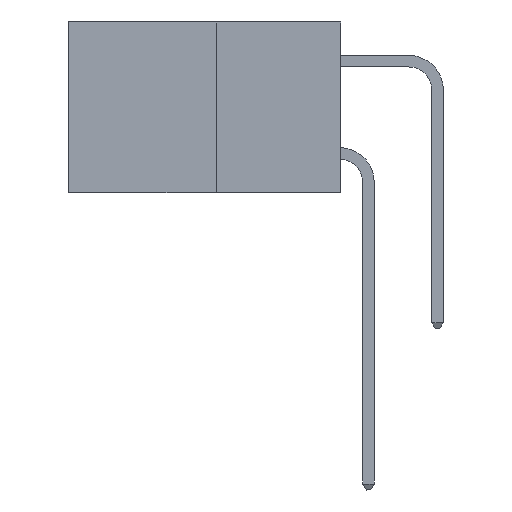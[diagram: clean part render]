
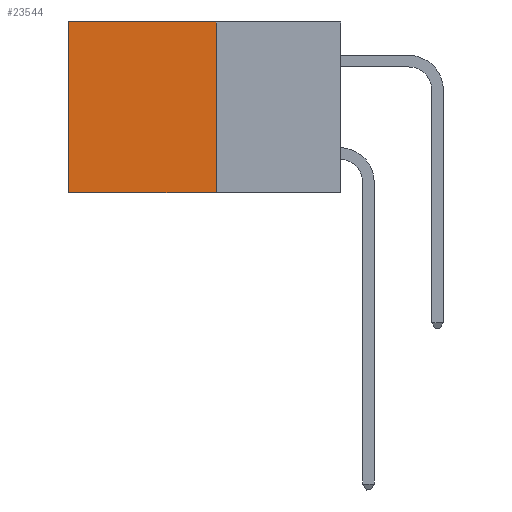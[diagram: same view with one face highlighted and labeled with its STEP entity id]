
A CAD part, left-side view. The second image highlights one B-rep face of the part: STEP entity #23544.
In plain terms, the highlighted planar face has unit normal (-1, 0, 0).
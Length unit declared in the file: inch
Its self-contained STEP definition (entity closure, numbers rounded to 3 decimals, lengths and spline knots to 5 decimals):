
#1761 = CARTESIAN_POINT ( 'NONE',  ( 0.277, 0.59, 0. ) ) ;
#2375 = DIRECTION ( 'NONE',  ( 0., 1., 0. ) ) ;
#3521 = LINE ( 'NONE', #5227, #17820 ) ;
#4120 = DIRECTION ( 'NONE',  ( 1., 0., 0. ) ) ;
#4379 = VECTOR ( 'NONE', #15484, 39.37008 ) ;
#5227 = CARTESIAN_POINT ( 'NONE',  ( 0.277, 0.27, -0.37 ) ) ;
#6305 = VERTEX_POINT ( 'NONE', #26685 ) ;
#6330 = EDGE_CURVE ( 'NONE', #6305, #18884, #26996, .T. ) ;
#6624 = EDGE_CURVE ( 'NONE', #9239, #15573, #3521, .T. ) ;
#6854 = CARTESIAN_POINT ( 'NONE',  ( 0.277, 0.27, -0.37 ) ) ;
#9239 = VERTEX_POINT ( 'NONE', #20309 ) ;
#9706 = CARTESIAN_POINT ( 'NONE',  ( 0.277, 0.27, 0. ) ) ;
#11616 = CARTESIAN_POINT ( 'NONE',  ( 0.277, 0.27, -0.37 ) ) ;
#11684 = EDGE_LOOP ( 'NONE', ( #25753, #21225, #20456, #29371 ) ) ;
#15484 = DIRECTION ( 'NONE',  ( 0., 1., 0. ) ) ;
#15573 = VERTEX_POINT ( 'NONE', #26164 ) ;
#16191 = AXIS2_PLACEMENT_3D ( 'NONE', #6854, #4120, #23958 ) ;
#17415 = DIRECTION ( 'NONE',  ( 0., 0., -1. ) ) ;
#17820 = VECTOR ( 'NONE', #2375, 39.37008 ) ;
#18884 = VERTEX_POINT ( 'NONE', #1761 ) ;
#20309 = CARTESIAN_POINT ( 'NONE',  ( 0.277, 0.27, -0.37 ) ) ;
#20456 = ORIENTED_EDGE ( 'NONE', *, *, #35058, .F. ) ;
#21195 = PLANE ( 'NONE',  #16191 ) ;
#21225 = ORIENTED_EDGE ( 'NONE', *, *, #6624, .F. ) ;
#22117 = DIRECTION ( 'NONE',  ( 0., 0., -1. ) ) ;
#23544 = ADVANCED_FACE ( 'NONE', ( #35493 ), #21195, .F. ) ;
#23958 = DIRECTION ( 'NONE',  ( 0., 0., -1. ) ) ;
#24004 = LINE ( 'NONE', #35580, #32352 ) ;
#24359 = EDGE_CURVE ( 'NONE', #18884, #15573, #24004, .T. ) ;
#25753 = ORIENTED_EDGE ( 'NONE', *, *, #24359, .T. ) ;
#26164 = CARTESIAN_POINT ( 'NONE',  ( 0.277, 0.59, -0.37 ) ) ;
#26685 = CARTESIAN_POINT ( 'NONE',  ( 0.277, 0.27, 0. ) ) ;
#26996 = LINE ( 'NONE', #9706, #4379 ) ;
#29128 = VECTOR ( 'NONE', #17415, 39.37008 ) ;
#29371 = ORIENTED_EDGE ( 'NONE', *, *, #6330, .T. ) ;
#32352 = VECTOR ( 'NONE', #22117, 39.37008 ) ;
#34791 = LINE ( 'NONE', #11616, #29128 ) ;
#35058 = EDGE_CURVE ( 'NONE', #6305, #9239, #34791, .T. ) ;
#35493 = FACE_OUTER_BOUND ( 'NONE', #11684, .T. ) ;
#35580 = CARTESIAN_POINT ( 'NONE',  ( 0.277, 0.59, -0.37 ) ) ;
